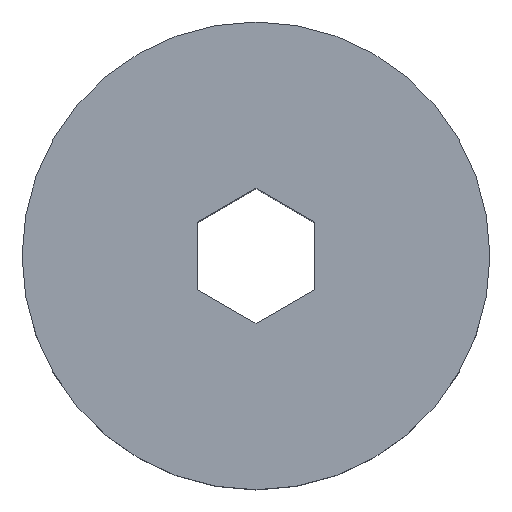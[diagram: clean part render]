
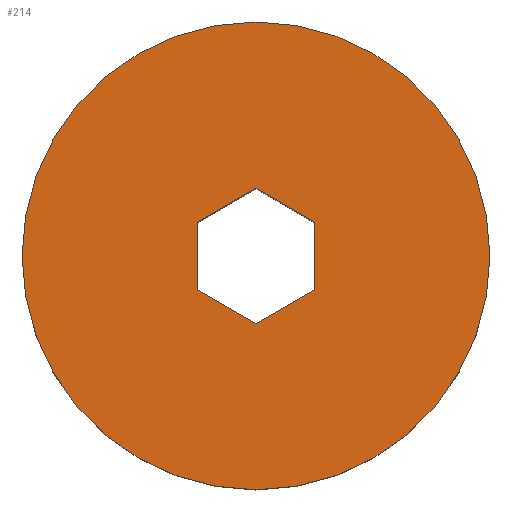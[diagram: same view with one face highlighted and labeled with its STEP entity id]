
A CAD part, top view. The second image highlights one B-rep face of the part: STEP entity #214.
In plain terms, the highlighted planar face has unit normal (0, 0, 1).
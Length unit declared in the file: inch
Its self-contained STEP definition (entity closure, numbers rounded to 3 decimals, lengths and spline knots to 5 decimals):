
#18=FACE_BOUND('',#49,.T.);
#24=CIRCLE('',#249,1.);
#25=CIRCLE('',#250,1.);
#36=FACE_OUTER_BOUND('',#48,.T.);
#48=EDGE_LOOP('',(#175,#176));
#49=EDGE_LOOP('',(#177,#178,#179,#180,#181,#182));
#55=LINE('',#324,#75);
#58=LINE('',#330,#78);
#61=LINE('',#336,#81);
#64=LINE('',#342,#84);
#67=LINE('',#348,#87);
#70=LINE('',#352,#90);
#75=VECTOR('',#262,0.3937);
#78=VECTOR('',#267,0.3937);
#81=VECTOR('',#272,0.3937);
#84=VECTOR('',#277,0.3937);
#87=VECTOR('',#282,0.3937);
#90=VECTOR('',#287,0.3937);
#95=VERTEX_POINT('',#321);
#96=VERTEX_POINT('',#323);
#98=VERTEX_POINT('',#329);
#100=VERTEX_POINT('',#335);
#102=VERTEX_POINT('',#341);
#104=VERTEX_POINT('',#347);
#109=VERTEX_POINT('',#363);
#110=VERTEX_POINT('',#364);
#115=EDGE_CURVE('',#96,#95,#55,.T.);
#118=EDGE_CURVE('',#98,#96,#58,.T.);
#121=EDGE_CURVE('',#100,#98,#61,.T.);
#124=EDGE_CURVE('',#102,#100,#64,.T.);
#127=EDGE_CURVE('',#104,#102,#67,.T.);
#130=EDGE_CURVE('',#95,#104,#70,.T.);
#135=EDGE_CURVE('',#109,#110,#24,.T.);
#136=EDGE_CURVE('',#110,#109,#25,.T.);
#175=ORIENTED_EDGE('',*,*,#135,.T.);
#176=ORIENTED_EDGE('',*,*,#136,.T.);
#177=ORIENTED_EDGE('',*,*,#124,.T.);
#178=ORIENTED_EDGE('',*,*,#121,.T.);
#179=ORIENTED_EDGE('',*,*,#118,.T.);
#180=ORIENTED_EDGE('',*,*,#115,.T.);
#181=ORIENTED_EDGE('',*,*,#130,.T.);
#182=ORIENTED_EDGE('',*,*,#127,.T.);
#204=PLANE('',#251);
#214=ADVANCED_FACE('',(#36,#18),#204,.T.);
#249=AXIS2_PLACEMENT_3D('',#365,#300,#301);
#250=AXIS2_PLACEMENT_3D('',#366,#302,#303);
#251=AXIS2_PLACEMENT_3D('',#368,#305,#306);
#262=DIRECTION('',(-0.866,0.5,0.));
#267=DIRECTION('',(-0.866,-0.5,0.));
#272=DIRECTION('',(0.,-1.,0.));
#277=DIRECTION('',(0.866,-0.5,0.));
#282=DIRECTION('',(0.866,0.5,0.));
#287=DIRECTION('',(0.,1.,0.));
#300=DIRECTION('center_axis',(0.,0.,1.));
#301=DIRECTION('ref_axis',(1.,0.,0.));
#302=DIRECTION('center_axis',(0.,0.,1.));
#303=DIRECTION('ref_axis',(1.,0.,0.));
#305=DIRECTION('center_axis',(0.,0.,1.));
#306=DIRECTION('ref_axis',(1.,0.,0.));
#321=CARTESIAN_POINT('',(-0.25028,-0.1445,2.));
#323=CARTESIAN_POINT('',(0.,-0.289,2.));
#324=CARTESIAN_POINT('',(-0.06257,-0.25288,2.));
#329=CARTESIAN_POINT('',(0.25028,-0.1445,2.));
#330=CARTESIAN_POINT('',(0.18771,-0.18063,2.));
#335=CARTESIAN_POINT('',(0.25028,0.1445,2.));
#336=CARTESIAN_POINT('',(0.25028,0.07225,2.));
#341=CARTESIAN_POINT('',(0.,0.289,2.));
#342=CARTESIAN_POINT('',(0.06257,0.25288,2.));
#347=CARTESIAN_POINT('',(-0.25028,0.1445,2.));
#348=CARTESIAN_POINT('',(-0.18771,0.18063,2.));
#352=CARTESIAN_POINT('',(-0.25028,-0.07225,2.));
#363=CARTESIAN_POINT('',(1.,0.,2.));
#364=CARTESIAN_POINT('',(-1.,0.,2.));
#365=CARTESIAN_POINT('Origin',(0.,0.,2.));
#366=CARTESIAN_POINT('Origin',(0.,0.,2.));
#368=CARTESIAN_POINT('Origin',(0.,0.,2.));
